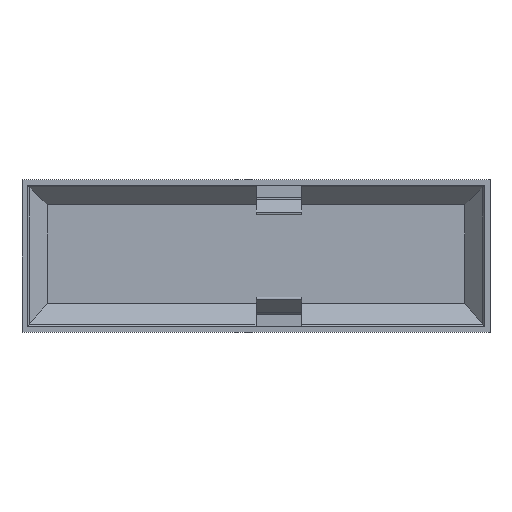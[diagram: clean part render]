
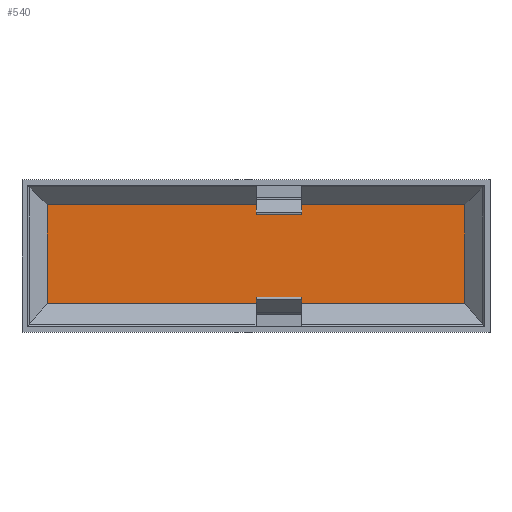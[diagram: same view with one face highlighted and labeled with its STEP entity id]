
A CAD part, front view. The second image highlights one B-rep face of the part: STEP entity #540.
In plain terms, the highlighted planar face has unit normal (0, -1, 0).
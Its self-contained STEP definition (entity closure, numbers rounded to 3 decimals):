
#21 = CARTESIAN_POINT ( 'NONE',  ( -19.202, -0.5, -4.541 ) ) ;
#24 = EDGE_LOOP ( 'NONE', ( #1326, #1499, #1645, #1082 ) ) ;
#167 = LINE ( 'NONE', #1302, #976 ) ;
#274 = CARTESIAN_POINT ( 'NONE',  ( 19.202, -0.5, 4.517 ) ) ;
#289 = CARTESIAN_POINT ( 'NONE',  ( 21.5, -0.5, 0. ) ) ;
#329 = CARTESIAN_POINT ( 'NONE',  ( -19.202, -0.5, 4.517 ) ) ;
#540 = ADVANCED_FACE ( 'NONE', ( #1555 ), #1564, .F. ) ;
#561 = VECTOR ( 'NONE', #1368, 1000. ) ;
#698 = EDGE_CURVE ( 'NONE', #773, #1404, #167, .T. ) ;
#700 = CARTESIAN_POINT ( 'NONE',  ( 19.202, -0.5, 0. ) ) ;
#735 = DIRECTION ( 'NONE',  ( -1., 0., 0. ) ) ;
#751 = CARTESIAN_POINT ( 'NONE',  ( 21.5, -0.5, 4.517 ) ) ;
#773 = VERTEX_POINT ( 'NONE', #1076 ) ;
#826 = CARTESIAN_POINT ( 'NONE',  ( -19.202, -0.5, 0. ) ) ;
#844 = LINE ( 'NONE', #700, #1542 ) ;
#874 = VERTEX_POINT ( 'NONE', #274 ) ;
#896 = LINE ( 'NONE', #751, #561 ) ;
#976 = VECTOR ( 'NONE', #735, 1000. ) ;
#1019 = DIRECTION ( 'NONE',  ( 0., 1., 0. ) ) ;
#1076 = CARTESIAN_POINT ( 'NONE',  ( 19.202, -0.5, -4.541 ) ) ;
#1082 = ORIENTED_EDGE ( 'NONE', *, *, #1746, .F. ) ;
#1100 = VECTOR ( 'NONE', #1378, 1000. ) ;
#1139 = DIRECTION ( 'NONE',  ( 0., 0., 1. ) ) ;
#1156 = AXIS2_PLACEMENT_3D ( 'NONE', #289, #1019, #1407 ) ;
#1169 = VERTEX_POINT ( 'NONE', #329 ) ;
#1223 = LINE ( 'NONE', #826, #1100 ) ;
#1302 = CARTESIAN_POINT ( 'NONE',  ( 21.5, -0.5, -4.541 ) ) ;
#1326 = ORIENTED_EDGE ( 'NONE', *, *, #698, .F. ) ;
#1368 = DIRECTION ( 'NONE',  ( -1., 0., 0. ) ) ;
#1378 = DIRECTION ( 'NONE',  ( 0., 0., 1. ) ) ;
#1404 = VERTEX_POINT ( 'NONE', #21 ) ;
#1407 = DIRECTION ( 'NONE',  ( 0., 0., 1. ) ) ;
#1499 = ORIENTED_EDGE ( 'NONE', *, *, #1617, .T. ) ;
#1542 = VECTOR ( 'NONE', #1139, 1000. ) ;
#1555 = FACE_OUTER_BOUND ( 'NONE', #24, .T. ) ;
#1564 = PLANE ( 'NONE',  #1156 ) ;
#1617 = EDGE_CURVE ( 'NONE', #773, #874, #844, .T. ) ;
#1645 = ORIENTED_EDGE ( 'NONE', *, *, #1721, .T. ) ;
#1721 = EDGE_CURVE ( 'NONE', #874, #1169, #896, .T. ) ;
#1746 = EDGE_CURVE ( 'NONE', #1404, #1169, #1223, .T. ) ;
